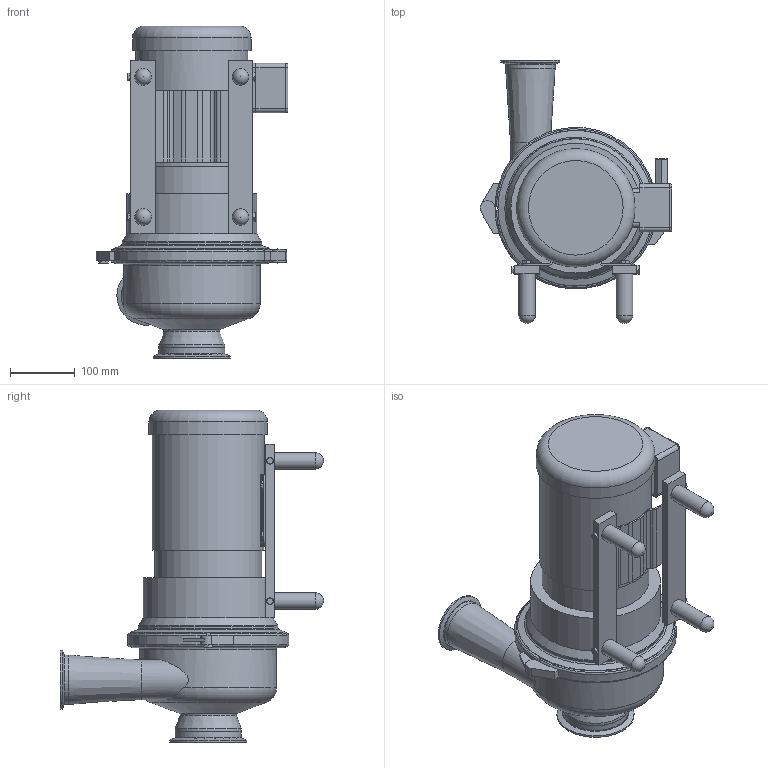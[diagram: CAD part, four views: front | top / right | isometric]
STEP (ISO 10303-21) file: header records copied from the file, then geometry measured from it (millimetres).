
FILE_DESCRIPTION(/* description */ (''),/* implementation_level */ '2;1');
FILE_NAME(/* name */ 'W+_W+30-80_56C_4.0x3.0_S-Line_0.5HP_SM.stp',/* time_stamp */ '2020-09-02T10:59:31+05:00',/* author */ ('KRXREM'),/* organization */ (''),/* preprocessor_version */ 'ST-DEVELOPER v17',/* originating_system */ 'Autodesk Inventor 2018',/* authorisation */ '');
FILE_SCHEMA (('AUTOMOTIVE_DESIGN { 1 0 10303 214 3 1 1 }'));
Length unit declared in the file: inch
Products named in the file (1): W+_W+30-80_56C_4.0x3.0_S-Line_0.5HP_SM
Bounding box: 295.58 x 405.5 x 511.5 mm (x, y, z)
Volume: 14729495.9 mm3; surface area: 548394.9 mm2
Topology: 1 solids, 1 shells, 405 faces, 1090 edges, 698 vertices
Faces by surface type: plane 205, cone 83, cylinder 65, bspline 29, torus 19, sphere 4
Full cylindrical faces by diameter (mm): 10 x1, 25.4 x4, 61.387 x1, 71.984 x1, 76.327 x1, 90.907 x1, 97.384 x1, 101.727 x1, 102 x1, 118.923 x1, 164.846 x1, 172.974 x1, 182.626 x1, 200 x1, 210.5 x1, 215 x1, 240 x1
Entity records: 13211 total; most frequent: CARTESIAN_POINT 3070, ORIENTED_EDGE 2172, DIRECTION 1970, EDGE_CURVE 1086, AXIS2_PLACEMENT_3D 711, VERTEX_POINT 698, LINE 548, VECTOR 548
